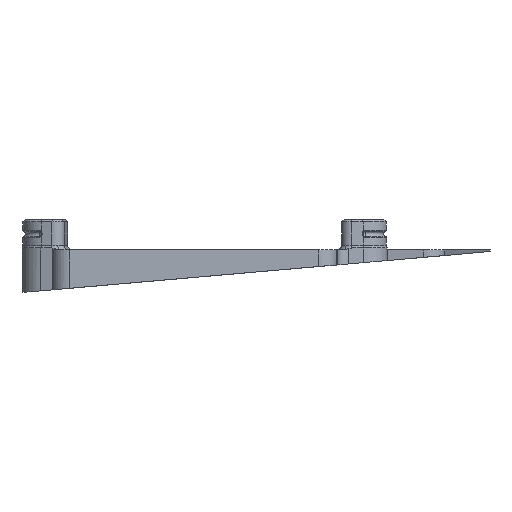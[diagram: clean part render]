
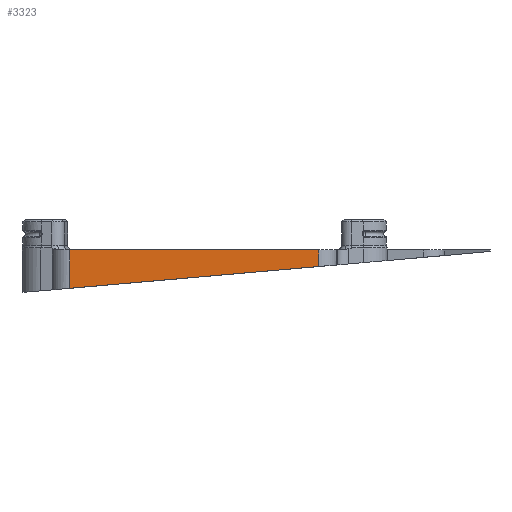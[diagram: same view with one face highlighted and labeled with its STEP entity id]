
A CAD part, left-side view. The second image highlights one B-rep face of the part: STEP entity #3323.
In plain terms, the highlighted planar face has unit normal (-1, 0, 0).
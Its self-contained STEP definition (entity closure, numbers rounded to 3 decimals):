
#264=PLANE('',#3754);
#453=FACE_OUTER_BOUND('',#652,.T.);
#652=EDGE_LOOP('',(#3007,#3008,#3009,#3010));
#965=LINE('',#5198,#1186);
#1012=LINE('',#6081,#1233);
#1082=LINE('',#6279,#1303);
#1083=LINE('',#6281,#1304);
#1186=VECTOR('',#4108,10.);
#1233=VECTOR('',#4553,10.);
#1303=VECTOR('',#4763,10.);
#1304=VECTOR('',#4766,10.);
#1437=VERTEX_POINT('',#5195);
#1438=VERTEX_POINT('',#5197);
#1569=VERTEX_POINT('',#6077);
#1571=VERTEX_POINT('',#6080);
#1793=EDGE_CURVE('',#1437,#1438,#965,.T.);
#2012=EDGE_CURVE('',#1571,#1569,#1012,.T.);
#2112=EDGE_CURVE('',#1437,#1571,#1082,.T.);
#2113=EDGE_CURVE('',#1438,#1569,#1083,.T.);
#3007=ORIENTED_EDGE('',*,*,#2012,.T.);
#3008=ORIENTED_EDGE('',*,*,#2113,.F.);
#3009=ORIENTED_EDGE('',*,*,#1793,.F.);
#3010=ORIENTED_EDGE('',*,*,#2112,.T.);
#3323=ADVANCED_FACE('',(#453),#264,.T.);
#3754=AXIS2_PLACEMENT_3D('',#6280,#4764,#4765);
#4108=DIRECTION('',(0.,-1.,0.));
#4553=DIRECTION('',(0.,-0.996,0.087));
#4763=DIRECTION('',(0.,0.,-1.));
#4764=DIRECTION('center_axis',(-1.,0.,0.));
#4765=DIRECTION('ref_axis',(0.,1.,0.));
#4766=DIRECTION('',(0.,0.,-1.));
#5195=CARTESIAN_POINT('',(-1.175,-2.525,-4.35));
#5197=CARTESIAN_POINT('',(-1.175,-54.625,-4.35));
#5198=CARTESIAN_POINT('',(-1.175,-2.525,-4.35));
#6077=CARTESIAN_POINT('',(-1.175,-54.625,-7.827));
#6080=CARTESIAN_POINT('',(-1.175,-2.525,-12.385));
#6081=CARTESIAN_POINT('',(-1.175,-22.963,-10.597));
#6279=CARTESIAN_POINT('',(-1.175,-2.525,-4.35));
#6280=CARTESIAN_POINT('Origin',(-1.175,-54.625,-4.35));
#6281=CARTESIAN_POINT('',(-1.175,-54.625,-4.35));
